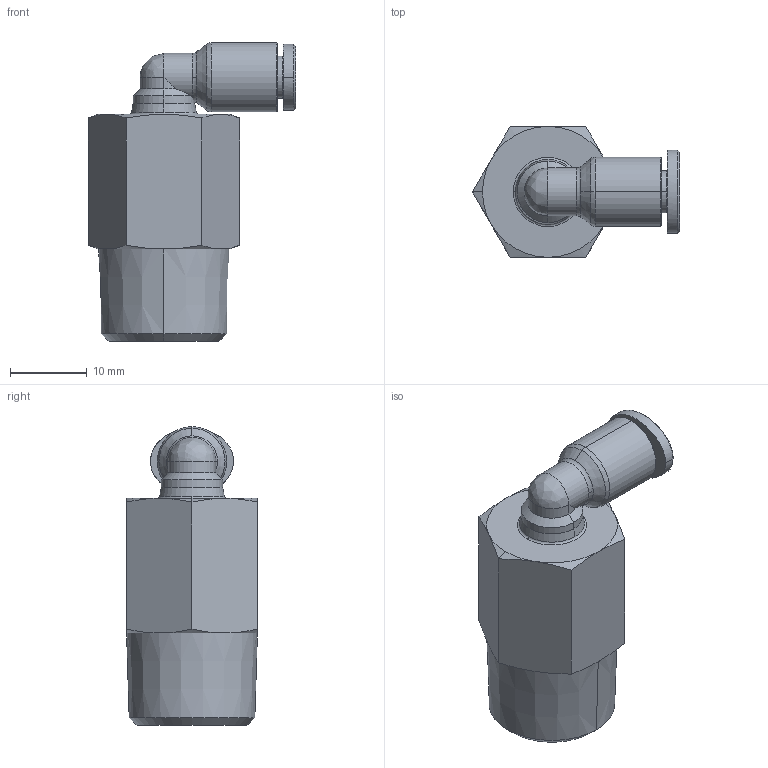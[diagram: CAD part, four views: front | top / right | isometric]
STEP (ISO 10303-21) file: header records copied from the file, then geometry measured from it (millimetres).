
FILE_DESCRIPTION (( 'STEP AP214' ), '1' );
FILE_NAME ('PLL04-03.stp', '2015-09-09T12:12:22', ( '' ), ( '' ), 'SwSTEP 2.0', 'SolidWorks 2015', '' );
FILE_SCHEMA (( 'AUTOMOTIVE_DESIGN' ));
Length unit declared in the file: millimetre
Products named in the file (2): PLL04-03; ｦ+ﾃｦ1
Assembly tree (1 placements, depth 2):
  PLL04-03
    ｦ+ﾃｦ1
Bounding box: 26.91 x 17 x 38.8 mm (x, y, z)
Volume: 5604.9 mm3; surface area: 3721.6 mm2
Topology: 1 solids, 1 shells, 431 faces, 1198 edges, 785 vertices
Faces by surface type: plane 338, cone 34, bspline 33, cylinder 22, torus 4
Entity records: 15104 total; most frequent: CARTESIAN_POINT 3700, ORIENTED_EDGE 2390, DIRECTION 1985, EDGE_CURVE 1195, VECTOR 999, LINE 999, VERTEX_POINT 785, AXIS2_PLACEMENT_3D 493
